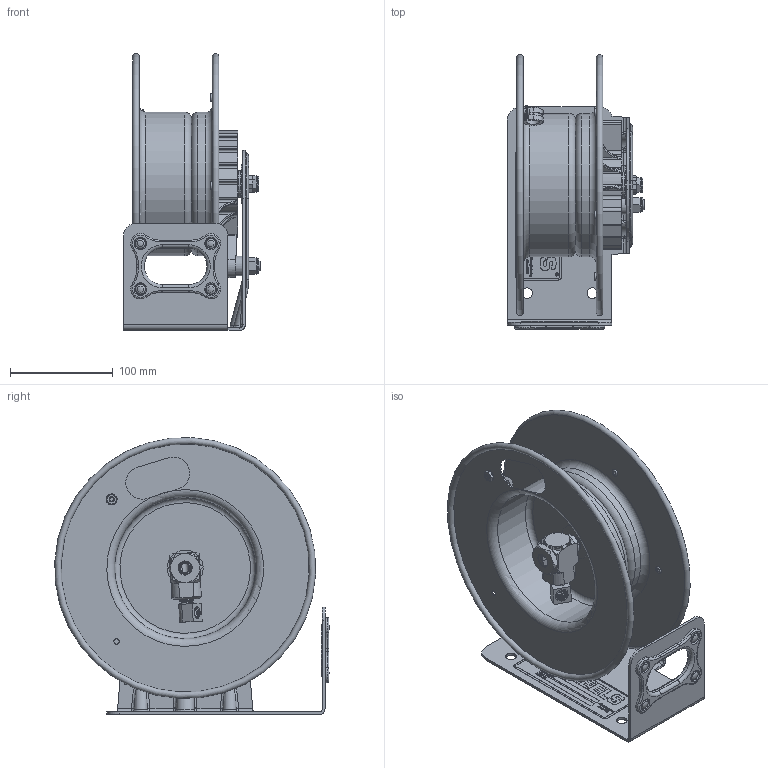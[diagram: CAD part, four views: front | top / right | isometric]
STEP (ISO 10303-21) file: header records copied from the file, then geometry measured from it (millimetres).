
FILE_DESCRIPTION(/* description */ (''),/* implementation_level */ '2;1');
FILE_NAME(/* name */ 'LG-LPL-115_SHARED.stp',/* time_stamp */ '2020-01-15T13:06:07-07:00',/* author */ ('NMelton'),/* organization */ (''),/* preprocessor_version */ 'ST-DEVELOPER v17',/* originating_system */ 'Autodesk Inventor 2019',/* authorisation */ '');
FILE_SCHEMA (('AUTOMOTIVE_DESIGN { 1 0 10303 214 3 1 1 }'));
Products named in the file (1): LG-LPL-115_SHARED
Bounding box: 133.33 x 266.93 x 269.18 mm (x, y, z)
Surface area: 405828.8 mm2 (no closed solid volume)
Topology: 0 solids, 68 shells, 2667 faces, 9952 edges, 7076 vertices
Faces by surface type: plane 1400, bspline 669, cylinder 379, torus 138, cone 77, sphere 4
Full cylindrical faces by diameter (mm): 1.194 x2, 2.54 x1, 3.048 x1, 4.826 x1, 5.22 x1, 6.35 x1, 7.925 x1, 8.89 x1, 9.525 x1, 10.16 x4, 10.317 x4, 10.668 x4, 12.509 x1, 12.7 x1, 13.843 x2, 19.05 x2, 20.574 x1, 20.625 x2, 25.4 x1, 34.925 x1, 38.1 x1, 137.272 x1, 139.7 x2, 203.2 x1
Entity records: 131588 total; most frequent: CARTESIAN_POINT 51713, ORIENTED_EDGE 15920, DIRECTION 13099, EDGE_CURVE 9933, VERTEX_POINT 7076, LINE 6121, VECTOR 6121, AXIS2_PLACEMENT_3D 3489
